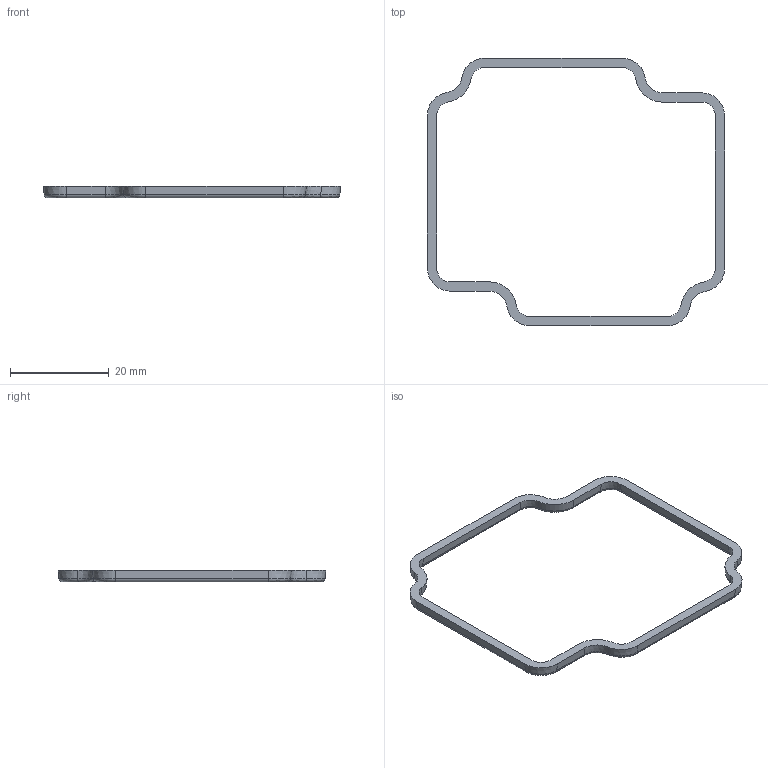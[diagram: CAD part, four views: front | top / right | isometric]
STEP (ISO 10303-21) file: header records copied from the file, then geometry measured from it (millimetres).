
FILE_DESCRIPTION (( 'STEP AP203' ), '1' );
FILE_NAME ('1590Z061G.step', '2020-11-14T20:02:47', ( 'ADC123' ), ( 'Microsoft' ), 'SwSTEP 2.0', 'SolidWorks 2019', '' );
FILE_SCHEMA (( 'CONFIG_CONTROL_DESIGN' ));
Length unit declared in the file: inch
Products named in the file (1): 1590Z061G
Bounding box: 60.15 x 54.15 x 2.4 mm (x, y, z)
Volume: 764 mm3; surface area: 1533.2 mm2
Topology: 1 solids, 1 shells, 74 faces, 180 edges, 108 vertices
Faces by surface type: cone 24, bspline 24, plane 14, cylinder 12
Entity records: 2507 total; most frequent: CARTESIAN_POINT 795, ORIENTED_EDGE 360, DIRECTION 342, EDGE_CURVE 180, AXIS2_PLACEMENT_3D 135, VERTEX_POINT 108, CIRCLE 84, EDGE_LOOP 76
